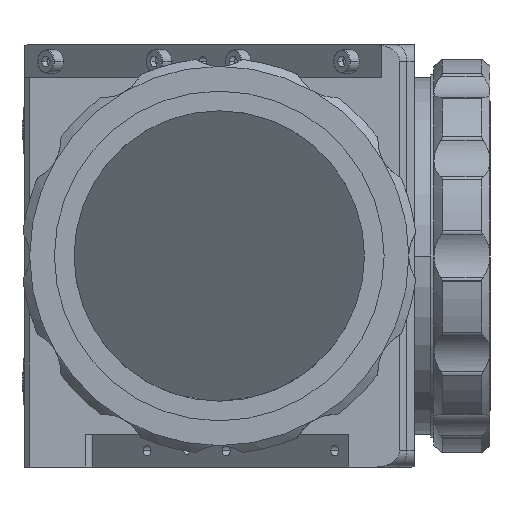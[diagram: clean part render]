
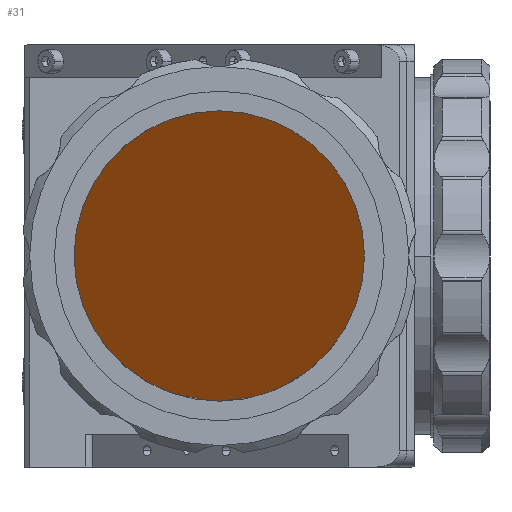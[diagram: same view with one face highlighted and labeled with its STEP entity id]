
A CAD part, front view. The second image highlights one B-rep face of the part: STEP entity #31.
In plain terms, the highlighted planar face has unit normal (-0.707, -0.707, 0).
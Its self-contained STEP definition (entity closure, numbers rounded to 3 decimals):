
#31 = ADVANCED_FACE ( 'NONE', ( #5222 ), #19638, .F. ) ;
#818 = VERTEX_POINT ( 'NONE', #16763 ) ;
#2269 = ORIENTED_EDGE ( 'NONE', *, *, #8195, .T. ) ;
#2337 = VERTEX_POINT ( 'NONE', #19407 ) ;
#2501 = DIRECTION ( 'NONE',  ( 0., 0., -1. ) ) ;
#2574 = EDGE_LOOP ( 'NONE', ( #3619, #2269, #12711, #8137 ) ) ;
#2837 = CARTESIAN_POINT ( 'NONE',  ( -47.093, 47.093, 50. ) ) ;
#3266 = CARTESIAN_POINT ( 'NONE',  ( 47.093, -47.093, -50. ) ) ;
#3619 = ORIENTED_EDGE ( 'NONE', *, *, #19415, .T. ) ;
#4449 = DIRECTION ( 'NONE',  ( 0.707, -0.707, 0. ) ) ;
#4818 = LINE ( 'NONE', #3266, #17923 ) ;
#5222 = FACE_OUTER_BOUND ( 'NONE', #2574, .T. ) ;
#5754 = DIRECTION ( 'NONE',  ( 0., 0., -1. ) ) ;
#6416 = DIRECTION ( 'NONE',  ( -0.707, 0.707, 0. ) ) ;
#7269 = DIRECTION ( 'NONE',  ( 0.707, 0.707, 0. ) ) ;
#7550 = CARTESIAN_POINT ( 'NONE',  ( 47.093, -47.093, -50. ) ) ;
#8034 = VECTOR ( 'NONE', #4449, 1000. ) ;
#8137 = ORIENTED_EDGE ( 'NONE', *, *, #9482, .T. ) ;
#8195 = EDGE_CURVE ( 'NONE', #17471, #818, #8673, .T. ) ;
#8285 = CARTESIAN_POINT ( 'NONE',  ( 47.093, -47.093, 50. ) ) ;
#8673 = LINE ( 'NONE', #11982, #9574 ) ;
#9482 = EDGE_CURVE ( 'NONE', #2337, #16893, #4818, .T. ) ;
#9574 = VECTOR ( 'NONE', #5754, 1000. ) ;
#9643 = CARTESIAN_POINT ( 'NONE',  ( 47.093, -47.093, 50. ) ) ;
#10204 = CARTESIAN_POINT ( 'NONE',  ( 0., 0., 0. ) ) ;
#11982 = CARTESIAN_POINT ( 'NONE',  ( -47.093, 47.093, -50. ) ) ;
#12424 = AXIS2_PLACEMENT_3D ( 'NONE', #10204, #7269, #2501 ) ;
#12439 = LINE ( 'NONE', #7550, #8034 ) ;
#12711 = ORIENTED_EDGE ( 'NONE', *, *, #16776, .T. ) ;
#16763 = CARTESIAN_POINT ( 'NONE',  ( -47.093, 47.093, -50. ) ) ;
#16776 = EDGE_CURVE ( 'NONE', #818, #2337, #12439, .T. ) ;
#16893 = VERTEX_POINT ( 'NONE', #8285 ) ;
#17471 = VERTEX_POINT ( 'NONE', #2837 ) ;
#17726 = LINE ( 'NONE', #9643, #19685 ) ;
#17923 = VECTOR ( 'NONE', #19231, 1000. ) ;
#19231 = DIRECTION ( 'NONE',  ( 0., 0., 1. ) ) ;
#19407 = CARTESIAN_POINT ( 'NONE',  ( 47.093, -47.093, -50. ) ) ;
#19415 = EDGE_CURVE ( 'NONE', #16893, #17471, #17726, .T. ) ;
#19638 = PLANE ( 'NONE',  #12424 ) ;
#19685 = VECTOR ( 'NONE', #6416, 1000. ) ;
